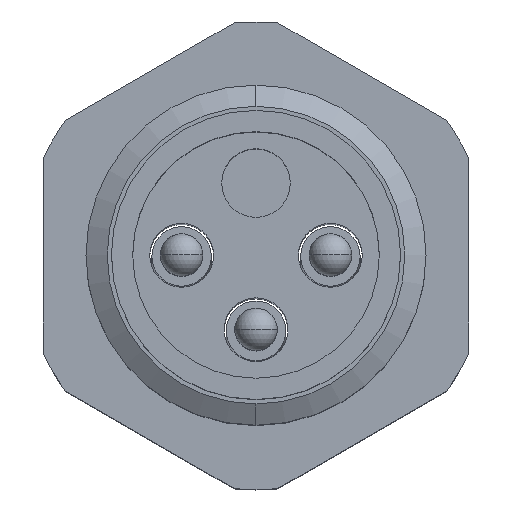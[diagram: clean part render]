
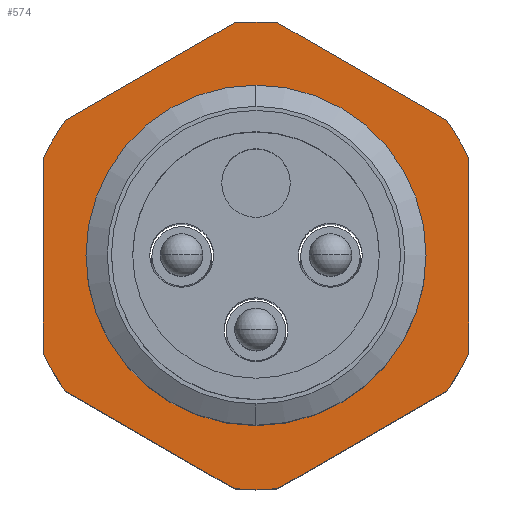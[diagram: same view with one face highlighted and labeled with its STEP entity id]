
A CAD part, top view. The second image highlights one B-rep face of the part: STEP entity #574.
In plain terms, the highlighted planar face has unit normal (0, 0, 1).
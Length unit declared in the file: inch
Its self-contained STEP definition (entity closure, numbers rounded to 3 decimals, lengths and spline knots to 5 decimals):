
#27 = ORIENTED_EDGE ( 'NONE', *, *, #3161, .T. ) ;
#44 = EDGE_CURVE ( 'NONE', #2895, #614, #2396, .T. ) ;
#59 = VERTEX_POINT ( 'NONE', #459 ) ;
#74 = LINE ( 'NONE', #1556, #1786 ) ;
#120 = EDGE_CURVE ( 'NONE', #1935, #2661, #2718, .T. ) ;
#133 = AXIS2_PLACEMENT_3D ( 'NONE', #2815, #636, #2070 ) ;
#156 = DIRECTION ( 'NONE',  ( 0., -1., 0. ) ) ;
#161 = CARTESIAN_POINT ( 'NONE',  ( 0., 0., 0.45276 ) ) ;
#191 = CARTESIAN_POINT ( 'NONE',  ( -0.19685, 0., 0.45276 ) ) ;
#205 = EDGE_CURVE ( 'NONE', #1289, #1590, #792, .T. ) ;
#253 = PLANE ( 'NONE',  #745 ) ;
#282 = CARTESIAN_POINT ( 'NONE',  ( 0.0203, 0.21558, 0.45276 ) ) ;
#297 = CARTESIAN_POINT ( 'NONE',  ( -0.0203, 0.21558, 0.45276 ) ) ;
#307 = CARTESIAN_POINT ( 'NONE',  ( 0., 0., 0.45276 ) ) ;
#316 = VECTOR ( 'NONE', #156, 39.37008 ) ;
#333 = AXIS2_PLACEMENT_3D ( 'NONE', #1037, #2013, #3020 ) ;
#335 = CARTESIAN_POINT ( 'NONE',  ( 0.19685, -0.09021, 0.45276 ) ) ;
#403 = AXIS2_PLACEMENT_3D ( 'NONE', #1277, #2253, #1462 ) ;
#409 = CARTESIAN_POINT ( 'NONE',  ( 0., -0.21654, 0.45276 ) ) ;
#432 = DIRECTION ( 'NONE',  ( 0., -1., 0. ) ) ;
#437 = AXIS2_PLACEMENT_3D ( 'NONE', #2841, #2331, #1826 ) ;
#459 = CARTESIAN_POINT ( 'NONE',  ( -0.19685, -0.09021, 0.45276 ) ) ;
#474 = ORIENTED_EDGE ( 'NONE', *, *, #557, .F. ) ;
#486 = VERTEX_POINT ( 'NONE', #297 ) ;
#495 = FACE_OUTER_BOUND ( 'NONE', #1790, .T. ) ;
#557 = EDGE_CURVE ( 'NONE', #1817, #1664, #2679, .T. ) ;
#574 = ADVANCED_FACE ( 'NONE', ( #742, #495 ), #253, .F. ) ;
#578 = VECTOR ( 'NONE', #2990, 39.37008 ) ;
#597 = CARTESIAN_POINT ( 'NONE',  ( 0., 0., 0.45276 ) ) ;
#614 = VERTEX_POINT ( 'NONE', #1367 ) ;
#636 = DIRECTION ( 'NONE',  ( 0., 0., 1. ) ) ;
#724 = AXIS2_PLACEMENT_3D ( 'NONE', #1865, #903, #3096 ) ;
#741 = VECTOR ( 'NONE', #1198, 39.37008 ) ;
#742 = FACE_BOUND ( 'NONE', #1694, .T. ) ;
#745 = AXIS2_PLACEMENT_3D ( 'NONE', #976, #1953, #2930 ) ;
#763 = AXIS2_PLACEMENT_3D ( 'NONE', #597, #1818, #2554 ) ;
#789 = EDGE_CURVE ( 'NONE', #825, #1935, #1559, .T. ) ;
#792 = CIRCLE ( 'NONE', #133, 0.21654 ) ;
#812 = ORIENTED_EDGE ( 'NONE', *, *, #2433, .T. ) ;
#825 = VERTEX_POINT ( 'NONE', #1135 ) ;
#860 = ORIENTED_EDGE ( 'NONE', *, *, #44, .T. ) ;
#865 = ORIENTED_EDGE ( 'NONE', *, *, #205, .T. ) ;
#890 = CARTESIAN_POINT ( 'NONE',  ( -0.09843, 0.17048, 0.45276 ) ) ;
#903 = DIRECTION ( 'NONE',  ( 0., 0., 1. ) ) ;
#943 = ORIENTED_EDGE ( 'NONE', *, *, #2004, .T. ) ;
#954 = VERTEX_POINT ( 'NONE', #2192 ) ;
#968 = CIRCLE ( 'NONE', #763, 0.21654 ) ;
#976 = CARTESIAN_POINT ( 'NONE',  ( 0., 0.21654, 0.45276 ) ) ;
#987 = ORIENTED_EDGE ( 'NONE', *, *, #2345, .F. ) ;
#990 = DIRECTION ( 'NONE',  ( 0., -1., 0. ) ) ;
#1037 = CARTESIAN_POINT ( 'NONE',  ( 0., 0., 0.45276 ) ) ;
#1048 = EDGE_CURVE ( 'NONE', #1590, #2895, #968, .T. ) ;
#1049 = CARTESIAN_POINT ( 'NONE',  ( -0.17655, 0.12537, 0.45276 ) ) ;
#1062 = ORIENTED_EDGE ( 'NONE', *, *, #1812, .T. ) ;
#1079 = VERTEX_POINT ( 'NONE', #1049 ) ;
#1123 = ORIENTED_EDGE ( 'NONE', *, *, #120, .T. ) ;
#1135 = CARTESIAN_POINT ( 'NONE',  ( 0.19685, 0.09021, 0.45276 ) ) ;
#1168 = ORIENTED_EDGE ( 'NONE', *, *, #2648, .T. ) ;
#1198 = DIRECTION ( 'NONE',  ( -0.866, 0.5, 0. ) ) ;
#1246 = EDGE_CURVE ( 'NONE', #486, #1079, #1424, .T. ) ;
#1277 = CARTESIAN_POINT ( 'NONE',  ( 0., 0., 0.45276 ) ) ;
#1286 = CIRCLE ( 'NONE', #437, 0.21654 ) ;
#1289 = VERTEX_POINT ( 'NONE', #2383 ) ;
#1367 = CARTESIAN_POINT ( 'NONE',  ( 0.17655, -0.12537, 0.45276 ) ) ;
#1372 = LINE ( 'NONE', #191, #316 ) ;
#1391 = CIRCLE ( 'NONE', #1536, 0.21654 ) ;
#1406 = DIRECTION ( 'NONE',  ( 0.866, 0.5, 0. ) ) ;
#1413 = CARTESIAN_POINT ( 'NONE',  ( 0., 0., 0.45276 ) ) ;
#1424 = LINE ( 'NONE', #890, #2256 ) ;
#1434 = CARTESIAN_POINT ( 'NONE',  ( 0.09843, 0.17048, 0.45276 ) ) ;
#1462 = DIRECTION ( 'NONE',  ( 0., -1., 0. ) ) ;
#1536 = AXIS2_PLACEMENT_3D ( 'NONE', #307, #2727, #990 ) ;
#1556 = CARTESIAN_POINT ( 'NONE',  ( 0.19685, 0., 0.45276 ) ) ;
#1559 = CIRCLE ( 'NONE', #3145, 0.21654 ) ;
#1590 = VERTEX_POINT ( 'NONE', #409 ) ;
#1608 = EDGE_CURVE ( 'NONE', #2850, #59, #1372, .T. ) ;
#1630 = EDGE_CURVE ( 'NONE', #59, #954, #2155, .T. ) ;
#1643 = CARTESIAN_POINT ( 'NONE',  ( 0.09843, -0.17048, 0.45276 ) ) ;
#1664 = VERTEX_POINT ( 'NONE', #2843 ) ;
#1694 = EDGE_LOOP ( 'NONE', ( #474, #987 ) ) ;
#1744 = AXIS2_PLACEMENT_3D ( 'NONE', #161, #2110, #1870 ) ;
#1786 = VECTOR ( 'NONE', #2020, 39.37008 ) ;
#1790 = EDGE_LOOP ( 'NONE', ( #2090, #943, #2624, #2858, #1168, #865, #2690, #860, #812, #1062, #2789, #1123, #27 ) ) ;
#1812 = EDGE_CURVE ( 'NONE', #1846, #825, #74, .T. ) ;
#1817 = VERTEX_POINT ( 'NONE', #2993 ) ;
#1818 = DIRECTION ( 'NONE',  ( 0., 0., 1. ) ) ;
#1826 = DIRECTION ( 'NONE',  ( 0., -1., 0. ) ) ;
#1846 = VERTEX_POINT ( 'NONE', #335 ) ;
#1865 = CARTESIAN_POINT ( 'NONE',  ( 0., 0., 0.45276 ) ) ;
#1870 = DIRECTION ( 'NONE',  ( 0., -1., 0. ) ) ;
#1874 = DIRECTION ( 'NONE',  ( 0., 0., 1. ) ) ;
#1935 = VERTEX_POINT ( 'NONE', #3156 ) ;
#1953 = DIRECTION ( 'NONE',  ( 0., 0., -1. ) ) ;
#2004 = EDGE_CURVE ( 'NONE', #1079, #2850, #1391, .T. ) ;
#2013 = DIRECTION ( 'NONE',  ( 0., 0., 1. ) ) ;
#2020 = DIRECTION ( 'NONE',  ( 0., 1., 0. ) ) ;
#2070 = DIRECTION ( 'NONE',  ( 0., -1., 0. ) ) ;
#2090 = ORIENTED_EDGE ( 'NONE', *, *, #1246, .T. ) ;
#2110 = DIRECTION ( 'NONE',  ( 0., 0., 1. ) ) ;
#2115 = CIRCLE ( 'NONE', #333, 0.21654 ) ;
#2155 = CIRCLE ( 'NONE', #724, 0.21654 ) ;
#2171 = VECTOR ( 'NONE', #1406, 39.37008 ) ;
#2185 = LINE ( 'NONE', #3162, #578 ) ;
#2192 = CARTESIAN_POINT ( 'NONE',  ( -0.17655, -0.12537, 0.45276 ) ) ;
#2253 = DIRECTION ( 'NONE',  ( 0., 0., 1. ) ) ;
#2256 = VECTOR ( 'NONE', #3134, 39.37008 ) ;
#2310 = CIRCLE ( 'NONE', #1744, 0.13386 ) ;
#2331 = DIRECTION ( 'NONE',  ( 0., 0., 1. ) ) ;
#2345 = EDGE_CURVE ( 'NONE', #1664, #1817, #2310, .T. ) ;
#2383 = CARTESIAN_POINT ( 'NONE',  ( -0.0203, -0.21558, 0.45276 ) ) ;
#2396 = LINE ( 'NONE', #1643, #2171 ) ;
#2433 = EDGE_CURVE ( 'NONE', #614, #1846, #1286, .T. ) ;
#2554 = DIRECTION ( 'NONE',  ( 0., -1., 0. ) ) ;
#2624 = ORIENTED_EDGE ( 'NONE', *, *, #1608, .T. ) ;
#2648 = EDGE_CURVE ( 'NONE', #954, #1289, #2185, .T. ) ;
#2661 = VERTEX_POINT ( 'NONE', #282 ) ;
#2679 = CIRCLE ( 'NONE', #403, 0.13386 ) ;
#2690 = ORIENTED_EDGE ( 'NONE', *, *, #1048, .T. ) ;
#2718 = LINE ( 'NONE', #1434, #741 ) ;
#2727 = DIRECTION ( 'NONE',  ( 0., 0., 1. ) ) ;
#2789 = ORIENTED_EDGE ( 'NONE', *, *, #789, .T. ) ;
#2815 = CARTESIAN_POINT ( 'NONE',  ( 0., 0., 0.45276 ) ) ;
#2841 = CARTESIAN_POINT ( 'NONE',  ( 0., 0., 0.45276 ) ) ;
#2843 = CARTESIAN_POINT ( 'NONE',  ( 0., 0.13386, 0.45276 ) ) ;
#2850 = VERTEX_POINT ( 'NONE', #2945 ) ;
#2858 = ORIENTED_EDGE ( 'NONE', *, *, #1630, .T. ) ;
#2895 = VERTEX_POINT ( 'NONE', #3019 ) ;
#2930 = DIRECTION ( 'NONE',  ( 0., 1., 0. ) ) ;
#2945 = CARTESIAN_POINT ( 'NONE',  ( -0.19685, 0.09021, 0.45276 ) ) ;
#2990 = DIRECTION ( 'NONE',  ( 0.866, -0.5, 0. ) ) ;
#2993 = CARTESIAN_POINT ( 'NONE',  ( 0., -0.13386, 0.45276 ) ) ;
#3019 = CARTESIAN_POINT ( 'NONE',  ( 0.0203, -0.21558, 0.45276 ) ) ;
#3020 = DIRECTION ( 'NONE',  ( 0., -1., 0. ) ) ;
#3096 = DIRECTION ( 'NONE',  ( 0., -1., 0. ) ) ;
#3134 = DIRECTION ( 'NONE',  ( -0.866, -0.5, 0. ) ) ;
#3145 = AXIS2_PLACEMENT_3D ( 'NONE', #1413, #1874, #432 ) ;
#3156 = CARTESIAN_POINT ( 'NONE',  ( 0.17655, 0.12537, 0.45276 ) ) ;
#3161 = EDGE_CURVE ( 'NONE', #2661, #486, #2115, .T. ) ;
#3162 = CARTESIAN_POINT ( 'NONE',  ( -0.09843, -0.17048, 0.45276 ) ) ;
